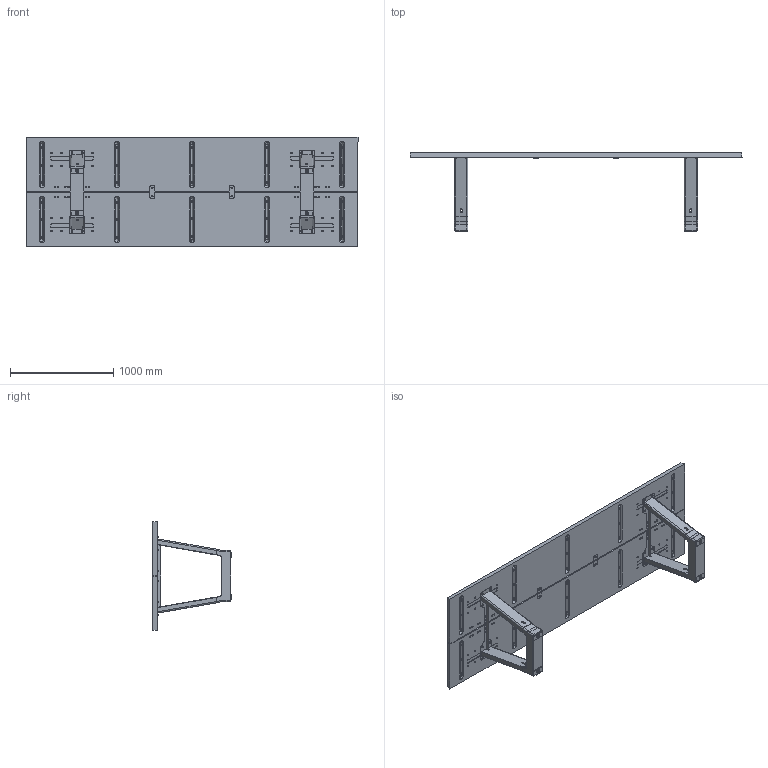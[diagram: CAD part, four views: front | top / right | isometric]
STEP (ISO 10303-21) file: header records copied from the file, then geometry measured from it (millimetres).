
FILE_DESCRIPTION (( 'STEP AP203' ), '1' );
FILE_NAME ('BASE_320x105x75.STEP', '2020-03-30T11:57:19', ( '' ), ( '' ), 'SwSTEP 2.0', 'SolidWorks 2019', '' );
FILE_SCHEMA (( 'CONFIG_CONTROL_DESIGN' ));
Length unit declared in the file: millimetre
Products named in the file (1): BASE_320x105x75
Bounding box: 3214 x 758.61 x 1064 mm (x, y, z)
Surface area: 9349456.8 mm2 (no closed solid volume)
Topology: 0 solids, 224 shells, 1147 faces, 5587 edges, 4564 vertices
Faces by surface type: plane 476, cylinder 441, sphere 120, cone 70, torus 36, bspline 4
Entity records: 58020 total; most frequent: CARTESIAN_POINT 12765, DIRECTION 10280, ORIENTED_EDGE 7344, EDGE_CURVE 5557, VERTEX_POINT 4564, AXIS2_PLACEMENT_3D 3871, CIRCLE 2727, LINE 2538
